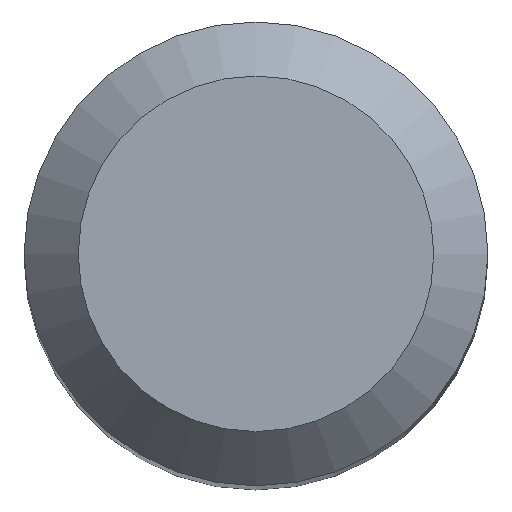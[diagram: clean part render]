
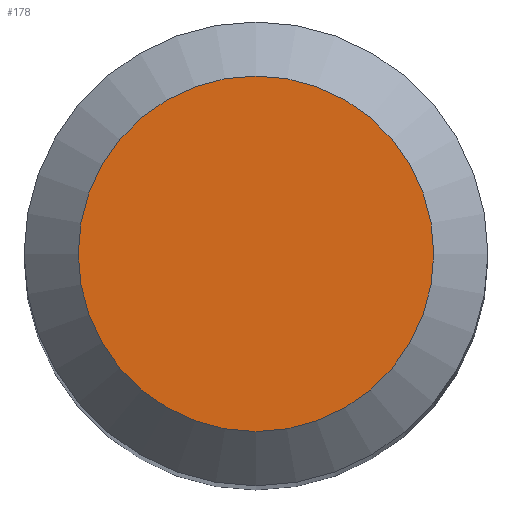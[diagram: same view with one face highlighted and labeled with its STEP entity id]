
A CAD part, top view. The second image highlights one B-rep face of the part: STEP entity #178.
In plain terms, the highlighted planar face has unit normal (0, 0, 1).
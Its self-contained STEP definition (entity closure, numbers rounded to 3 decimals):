
#24 = CIRCLE ( 'NONE', #229, 2.3 ) ;
#42 = VERTEX_POINT ( 'NONE', #163 ) ;
#49 = DIRECTION ( 'NONE',  ( 0., 0., -1. ) ) ;
#55 = FACE_OUTER_BOUND ( 'NONE', #58, .T. ) ;
#58 = EDGE_LOOP ( 'NONE', ( #135 ) ) ;
#71 = CARTESIAN_POINT ( 'NONE',  ( 0., 0., 66. ) ) ;
#114 = DIRECTION ( 'NONE',  ( 0., 0., -1. ) ) ;
#121 = DIRECTION ( 'NONE',  ( 0., 1., 0. ) ) ;
#135 = ORIENTED_EDGE ( 'NONE', *, *, #157, .F. ) ;
#152 = AXIS2_PLACEMENT_3D ( 'NONE', #71, #49, #121 ) ;
#157 = EDGE_CURVE ( 'NONE', #42, #42, #24, .T. ) ;
#160 = DIRECTION ( 'NONE',  ( 0., 1., 0. ) ) ;
#163 = CARTESIAN_POINT ( 'NONE',  ( 0., 2.3, 66. ) ) ;
#177 = CARTESIAN_POINT ( 'NONE',  ( 0., 0., 66. ) ) ;
#178 = ADVANCED_FACE ( 'NONE', ( #55 ), #252, .F. ) ;
#229 = AXIS2_PLACEMENT_3D ( 'NONE', #177, #114, #160 ) ;
#252 = PLANE ( 'NONE',  #152 ) ;
